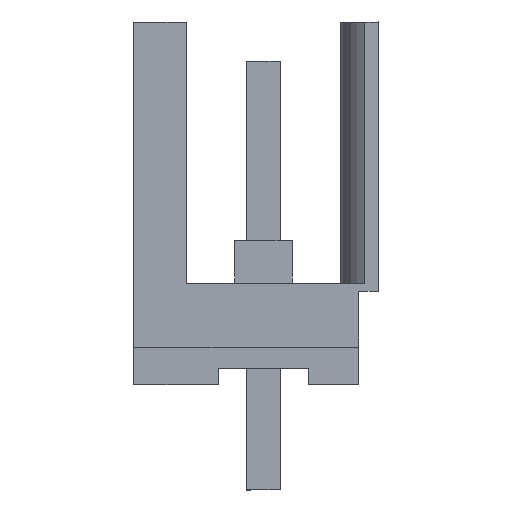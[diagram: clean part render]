
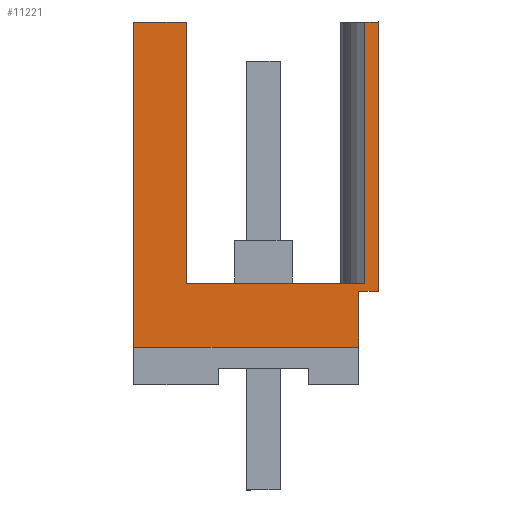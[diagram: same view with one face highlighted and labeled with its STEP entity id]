
A CAD part, left-side view. The second image highlights one B-rep face of the part: STEP entity #11221.
In plain terms, the highlighted planar face has unit normal (-1, 0, 0).
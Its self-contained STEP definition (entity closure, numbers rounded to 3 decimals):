
#11160=AXIS2_PLACEMENT_3D('Plane Axis2P3D',#11157,#11158,#11159) ;
#1895=CARTESIAN_POINT('Vertex',(0.,7.45,4.35)) ;
#1898=CARTESIAN_POINT('Line Origine',(0.,7.45,9.3)) ;
#1902=CARTESIAN_POINT('Vertex',(0.,7.45,14.25)) ;
#2434=CARTESIAN_POINT('Vertex',(0.,0.6,6.05)) ;
#2437=CARTESIAN_POINT('Line Origine',(0.,0.6,5.2)) ;
#2441=CARTESIAN_POINT('Vertex',(0.,0.6,4.35)) ;
#3960=CARTESIAN_POINT('Line Origine',(0.,4.025,4.35)) ;
#11157=CARTESIAN_POINT('Axis2P3D Location',(0.,0.8,6.3)) ;
#11162=CARTESIAN_POINT('Line Origine',(0.,0.3,6.05)) ;
#11166=CARTESIAN_POINT('Vertex',(0.,0.,6.05)) ;
#11169=CARTESIAN_POINT('Line Origine',(0.,0.,10.15)) ;
#11173=CARTESIAN_POINT('Vertex',(0.,0.,14.25)) ;
#11176=CARTESIAN_POINT('Line Origine',(0.,0.206,14.25)) ;
#11180=CARTESIAN_POINT('Vertex',(0.,0.411,14.25)) ;
#11183=CARTESIAN_POINT('Line Origine',(0.,0.411,10.275)) ;
#11187=CARTESIAN_POINT('Vertex',(0.,0.411,6.3)) ;
#11190=CARTESIAN_POINT('Line Origine',(0.,3.131,6.3)) ;
#11194=CARTESIAN_POINT('Vertex',(0.,5.85,6.3)) ;
#11197=CARTESIAN_POINT('Line Origine',(0.,5.85,10.275)) ;
#11201=CARTESIAN_POINT('Vertex',(0.,5.85,14.25)) ;
#11204=CARTESIAN_POINT('Line Origine',(0.,6.65,14.25)) ;
#1899=DIRECTION('Vector Direction',(0.,0.,-1.)) ;
#2438=DIRECTION('Vector Direction',(0.,0.,1.)) ;
#3961=DIRECTION('Vector Direction',(0.,1.,0.)) ;
#11158=DIRECTION('Axis2P3D Direction',(-1.,0.,0.)) ;
#11159=DIRECTION('Axis2P3D XDirection',(0.,-1.,0.)) ;
#11163=DIRECTION('Vector Direction',(0.,-1.,0.)) ;
#11170=DIRECTION('Vector Direction',(0.,0.,-1.)) ;
#11177=DIRECTION('Vector Direction',(0.,-1.,0.)) ;
#11184=DIRECTION('Vector Direction',(0.,0.,1.)) ;
#11191=DIRECTION('Vector Direction',(0.,-1.,0.)) ;
#11198=DIRECTION('Vector Direction',(0.,0.,1.)) ;
#11205=DIRECTION('Vector Direction',(0.,-1.,0.)) ;
#1900=VECTOR('Line Direction',#1899,1.) ;
#2439=VECTOR('Line Direction',#2438,1.) ;
#3962=VECTOR('Line Direction',#3961,1.) ;
#11164=VECTOR('Line Direction',#11163,1.) ;
#11171=VECTOR('Line Direction',#11170,1.) ;
#11178=VECTOR('Line Direction',#11177,1.) ;
#11185=VECTOR('Line Direction',#11184,1.) ;
#11192=VECTOR('Line Direction',#11191,1.) ;
#11199=VECTOR('Line Direction',#11198,1.) ;
#11206=VECTOR('Line Direction',#11205,1.) ;
#11210=ORIENTED_EDGE('',*,*,#2443,.T.) ;
#11211=ORIENTED_EDGE('',*,*,#11168,.T.) ;
#11212=ORIENTED_EDGE('',*,*,#11175,.F.) ;
#11213=ORIENTED_EDGE('',*,*,#11182,.F.) ;
#11214=ORIENTED_EDGE('',*,*,#11189,.F.) ;
#11215=ORIENTED_EDGE('',*,*,#11196,.F.) ;
#11216=ORIENTED_EDGE('',*,*,#11203,.T.) ;
#11217=ORIENTED_EDGE('',*,*,#11208,.F.) ;
#11218=ORIENTED_EDGE('',*,*,#1904,.T.) ;
#11219=ORIENTED_EDGE('',*,*,#3964,.F.) ;
#11221=ADVANCED_FACE('HOUSING',(#11220),#11161,.T.) ;
#1904=EDGE_CURVE('',#1903,#1896,#1901,.T.) ;
#2443=EDGE_CURVE('',#2442,#2435,#2440,.T.) ;
#3964=EDGE_CURVE('',#2442,#1896,#3963,.T.) ;
#11168=EDGE_CURVE('',#2435,#11167,#11165,.T.) ;
#11175=EDGE_CURVE('',#11174,#11167,#11172,.T.) ;
#11182=EDGE_CURVE('',#11181,#11174,#11179,.T.) ;
#11189=EDGE_CURVE('',#11188,#11181,#11186,.T.) ;
#11196=EDGE_CURVE('',#11195,#11188,#11193,.T.) ;
#11203=EDGE_CURVE('',#11195,#11202,#11200,.T.) ;
#11208=EDGE_CURVE('',#1903,#11202,#11207,.T.) ;
#11209=EDGE_LOOP('',(#11210,#11211,#11212,#11213,#11214,#11215,#11216,#11217,#11218,#11219)) ;
#11220=FACE_OUTER_BOUND('',#11209,.T.) ;
#1901=LINE('Line',#1898,#1900) ;
#2440=LINE('Line',#2437,#2439) ;
#3963=LINE('Line',#3960,#3962) ;
#11165=LINE('Line',#11162,#11164) ;
#11172=LINE('Line',#11169,#11171) ;
#11179=LINE('Line',#11176,#11178) ;
#11186=LINE('Line',#11183,#11185) ;
#11193=LINE('Line',#11190,#11192) ;
#11200=LINE('Line',#11197,#11199) ;
#11207=LINE('Line',#11204,#11206) ;
#11161=PLANE('',#11160) ;
#1896=VERTEX_POINT('',#1895) ;
#1903=VERTEX_POINT('',#1902) ;
#2435=VERTEX_POINT('',#2434) ;
#2442=VERTEX_POINT('',#2441) ;
#11167=VERTEX_POINT('',#11166) ;
#11174=VERTEX_POINT('',#11173) ;
#11181=VERTEX_POINT('',#11180) ;
#11188=VERTEX_POINT('',#11187) ;
#11195=VERTEX_POINT('',#11194) ;
#11202=VERTEX_POINT('',#11201) ;
